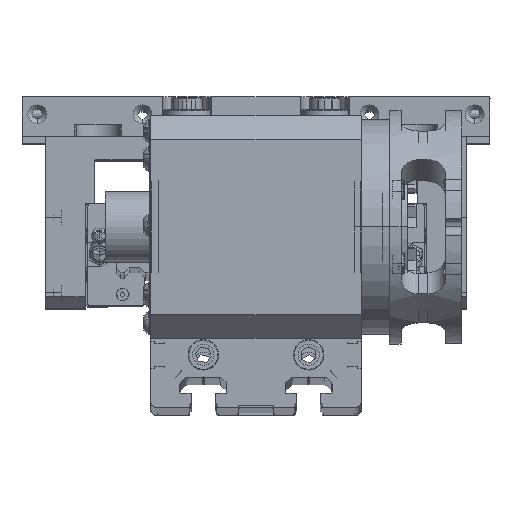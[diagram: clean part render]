
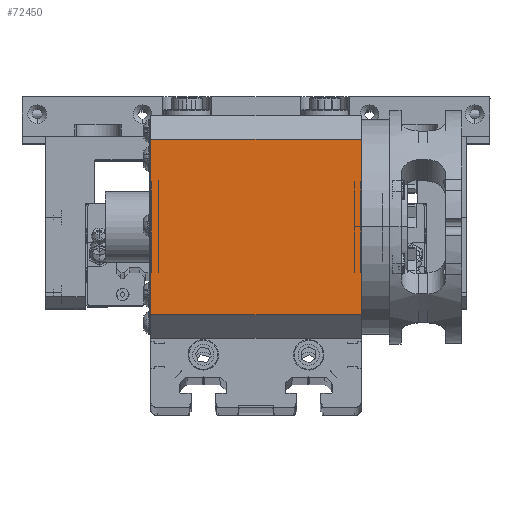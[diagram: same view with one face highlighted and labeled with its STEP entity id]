
A CAD part, top view. The second image highlights one B-rep face of the part: STEP entity #72450.
In plain terms, the highlighted planar face has unit normal (0, 0, 1).
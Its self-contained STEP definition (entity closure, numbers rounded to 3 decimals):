
#520 = VERTEX_POINT ( 'NONE', #43155 ) ;
#2094 = CARTESIAN_POINT ( 'NONE',  ( 45., -105.5, 0. ) ) ;
#4021 = DIRECTION ( 'NONE',  ( -1., 0., 0. ) ) ;
#5137 = ORIENTED_EDGE ( 'NONE', *, *, #67976, .F. ) ;
#8189 = VECTOR ( 'NONE', #80640, 1000. ) ;
#9506 = FACE_OUTER_BOUND ( 'NONE', #61174, .T. ) ;
#9878 = VERTEX_POINT ( 'NONE', #39117 ) ;
#15226 = DIRECTION ( 'NONE',  ( 0., -1., 0. ) ) ;
#16033 = ORIENTED_EDGE ( 'NONE', *, *, #25260, .T. ) ;
#17482 = VECTOR ( 'NONE', #60560, 1000. ) ;
#17934 = EDGE_CURVE ( 'NONE', #36188, #520, #50738, .T. ) ;
#19452 = VECTOR ( 'NONE', #35303, 1000. ) ;
#25260 = EDGE_CURVE ( 'NONE', #9878, #520, #34161, .T. ) ;
#27275 = VECTOR ( 'NONE', #4021, 1000. ) ;
#29017 = CARTESIAN_POINT ( 'NONE',  ( 45., -95.5, 0. ) ) ;
#32624 = CARTESIAN_POINT ( 'NONE',  ( 45., -20.5, 0. ) ) ;
#34161 = LINE ( 'NONE', #79209, #17482 ) ;
#35303 = DIRECTION ( 'NONE',  ( -1., 0., 0. ) ) ;
#36188 = VERTEX_POINT ( 'NONE', #40857 ) ;
#39117 = CARTESIAN_POINT ( 'NONE',  ( -45., -20.5, 0. ) ) ;
#40857 = CARTESIAN_POINT ( 'NONE',  ( 45., -95.5, 0. ) ) ;
#41427 = LINE ( 'NONE', #43069, #8189 ) ;
#41473 = CARTESIAN_POINT ( 'NONE',  ( 45., -20.5, 0. ) ) ;
#43069 = CARTESIAN_POINT ( 'NONE',  ( 45., -58., 0. ) ) ;
#43155 = CARTESIAN_POINT ( 'NONE',  ( -45., -95.5, 0. ) ) ;
#43735 = EDGE_CURVE ( 'NONE', #59751, #9878, #56573, .T. ) ;
#50738 = LINE ( 'NONE', #29017, #19452 ) ;
#52659 = DIRECTION ( 'NONE',  ( 0., 0., 1. ) ) ;
#56573 = LINE ( 'NONE', #41473, #27275 ) ;
#58407 = PLANE ( 'NONE',  #70862 ) ;
#59751 = VERTEX_POINT ( 'NONE', #32624 ) ;
#60560 = DIRECTION ( 'NONE',  ( 0., -1., 0. ) ) ;
#61174 = EDGE_LOOP ( 'NONE', ( #76167, #5137, #74145, #16033 ) ) ;
#67976 = EDGE_CURVE ( 'NONE', #59751, #36188, #41427, .T. ) ;
#70862 = AXIS2_PLACEMENT_3D ( 'NONE', #2094, #52659, #15226 ) ;
#72450 = ADVANCED_FACE ( 'NONE', ( #9506 ), #58407, .T. ) ;
#74145 = ORIENTED_EDGE ( 'NONE', *, *, #43735, .T. ) ;
#76167 = ORIENTED_EDGE ( 'NONE', *, *, #17934, .F. ) ;
#79209 = CARTESIAN_POINT ( 'NONE',  ( -45., -58., 0. ) ) ;
#80640 = DIRECTION ( 'NONE',  ( 0., -1., 0. ) ) ;
